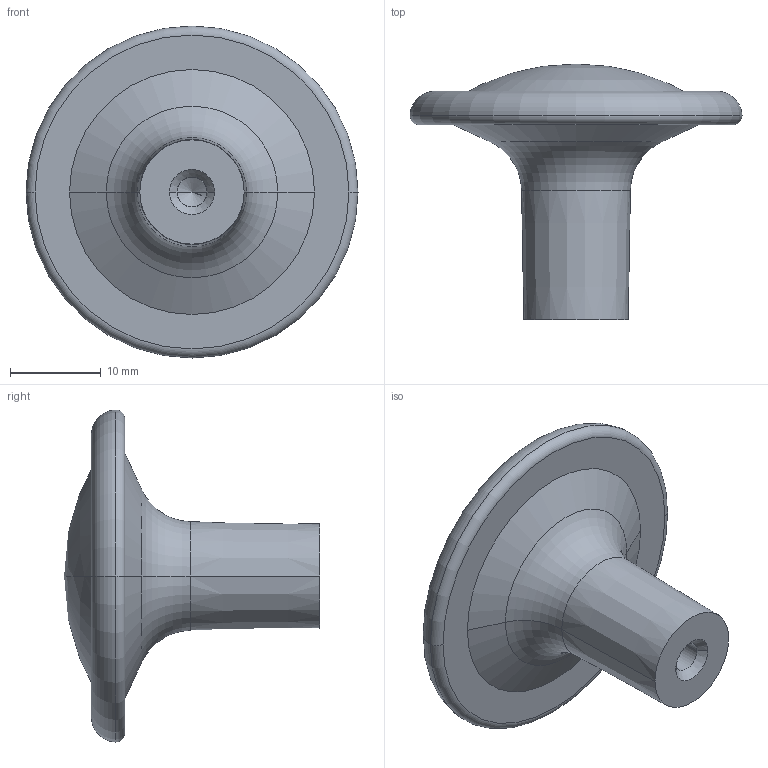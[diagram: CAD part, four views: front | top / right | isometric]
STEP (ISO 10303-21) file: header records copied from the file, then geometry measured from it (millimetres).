
FILE_DESCRIPTION(('Creo Elements/Direct Modeling STEP Export'),'2;1');
FILE_NAME('1579-37.stp','2021-03-18T15:24:00',(''),(''),'Creo Elements/Direct Modeling STEP processor for AP214 (Solid Model)','Creo Elements/Direct Modeling 20.0 12-Nov-2016 (C) Parametric Technology GmbH','');
FILE_SCHEMA(('AUTOMOTIVE_DESIGN { 1 0 10303 214 1 1 1 1 }'));
Length unit declared in the file: millimetre
Products named in the file (1): ZN-11397
Bounding box: 36.6 x 28.2 x 36.6 mm (x, y, z)
Volume: 7352.8 mm3; surface area: 3186.5 mm2
Topology: 1 solids, 1 shells, 23 faces, 48 edges, 26 vertices
Faces by surface type: cone 8, torus 6, cylinder 4, plane 3, sphere 2
Entity records: 563 total; most frequent: DIRECTION 98, ORIENTED_EDGE 88, CARTESIAN_POINT 81, EDGE_CURVE 44, AXIS2_PLACEMENT_3D 43, VERTEX_POINT 26, EDGE_LOOP 26, FACE_OUTER_BOUND 23
